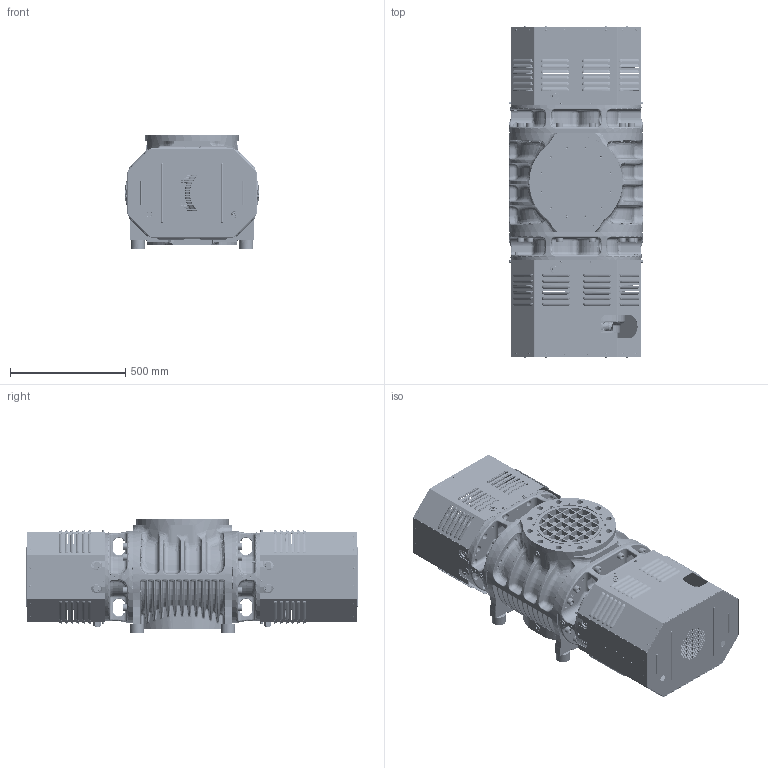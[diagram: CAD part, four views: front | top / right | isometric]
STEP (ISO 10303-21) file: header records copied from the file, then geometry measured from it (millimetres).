
FILE_DESCRIPTION(/* description */ ('Transferdokumente'),/* implementation_level */ '2;1');
FILE_NAME(/* name */ 'PP 925 024-T-PP925024.stp',/* time_stamp */ '2023-05-22T11:16:43+02:00',/* author */ ('DONNER-J'),/* organization */ (''),/* preprocessor_version */ 'ST-DEVELOPER v18.1',/* originating_system */ 'Autodesk Inventor 2021',/* authorisation */ '');
FILE_SCHEMA (('AUTOMOTIVE_DESIGN { 1 0 10303 214 3 1 1 }'));
Products named in the file (1): PP 925 024
Bounding box: 583 x 1438.97 x 493.5 mm (x, y, z)
Volume: 176009437.3 mm3; surface area: 7180910.3 mm2
Topology: 8 solids, 8 shells, 9989 faces, 25516 edges, 15924 vertices
Faces by surface type: plane 4123, bspline 2951, cylinder 1874, cone 485, torus 416, sphere 140
Full cylindrical faces by diameter (mm): 2 x40, 3 x8, 3.2 x8, 3.7 x2, 3.981 x8, 4 x44, 4.15 x80, 4.19 x16, 4.25 x8, 4.3 x8, 4.86 x1, 5.14 x1, 5.35 x4, 5.5 x12, 6 x20, 6.6 x12, 6.647 x5, 6.8 x4, 7 x8, 7.9 x40, 8 x3, 8.376 x24, 8.5 x6, 9 x8, 10 x22, 10.106 x8, 10.5 x1, 11 x1, 11.34 x6, 12 x47
Entity records: 503087 total; most frequent: CARTESIAN_POINT 271650, ORIENTED_EDGE 50242, DIRECTION 38070, EDGE_CURVE 25121, VERTEX_POINT 15924, AXIS2_PLACEMENT_3D 13070, LINE 11930, VECTOR 11930
